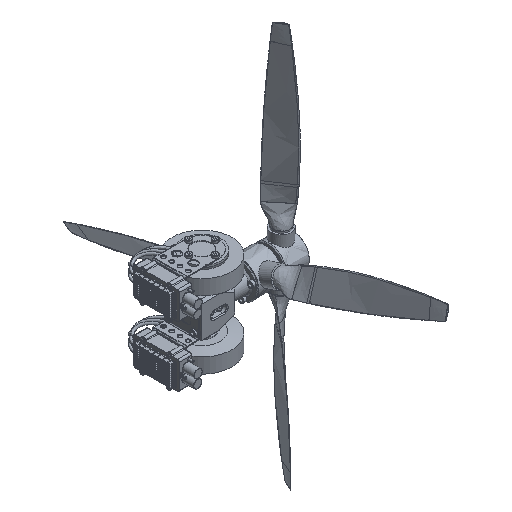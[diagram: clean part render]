
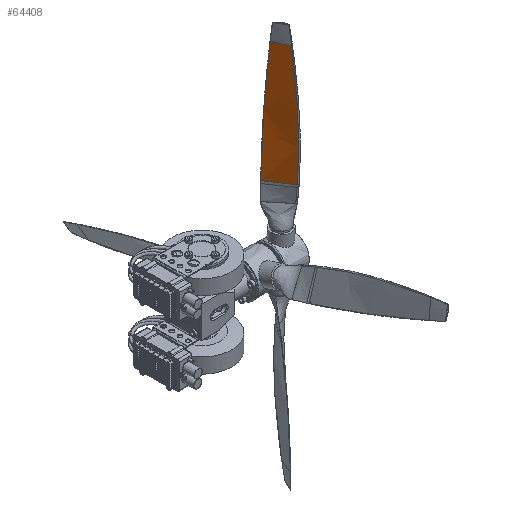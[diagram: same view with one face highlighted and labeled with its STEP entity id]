
A CAD part, isometric view. The second image highlights one B-rep face of the part: STEP entity #64408.
In plain terms, the highlighted free-form (B-spline) face has degree [3, 3] with [4, 4] control points.
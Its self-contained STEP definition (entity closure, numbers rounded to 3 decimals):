
#62613 = VERTEX_POINT('',#62614);
#62614 = CARTESIAN_POINT('',(78.873,10.207,
    182.851));
#62883 = VERTEX_POINT('',#62884);
#62884 = CARTESIAN_POINT('',(85.38,-5.062,
    183.065));
#62963 = EDGE_CURVE('',#62613,#62883,#62964,.T.);
#62964 = B_SPLINE_CURVE_WITH_KNOTS('',3,(#62965,#62966,#62967,#62968,
    #62969,#62970,#62971,#62972,#62973,#62974,#62975,#62976,#62977,
    #62978,#62979,#62980),.UNSPECIFIED.,.F.,.F.,(4,3,3,3,3,4),(
    -2.033,-1.426,-1.054,-0.627,
    -0.241,-0.039),.UNSPECIFIED.);
#62965 = CARTESIAN_POINT('',(78.873,10.207,
    182.851));
#62966 = CARTESIAN_POINT('',(79.537,8.659,
    182.937));
#62967 = CARTESIAN_POINT('',(80.202,7.109,
    183.004));
#62968 = CARTESIAN_POINT('',(80.865,5.559,
    183.051));
#62969 = CARTESIAN_POINT('',(81.271,4.61,
    183.08));
#62970 = CARTESIAN_POINT('',(81.676,3.661,
    183.101));
#62971 = CARTESIAN_POINT('',(82.081,2.712,
    183.115));
#62972 = CARTESIAN_POINT('',(82.545,1.623,
    183.131));
#62973 = CARTESIAN_POINT('',(83.009,0.534,
    183.138));
#62974 = CARTESIAN_POINT('',(83.472,-0.556,
    183.134));
#62975 = CARTESIAN_POINT('',(83.891,-1.542,
    183.131));
#62976 = CARTESIAN_POINT('',(84.309,-2.528,
    183.12));
#62977 = CARTESIAN_POINT('',(84.726,-3.515,
    183.101));
#62978 = CARTESIAN_POINT('',(84.944,-4.03,
    183.092));
#62979 = CARTESIAN_POINT('',(85.162,-4.546,
    183.079));
#62980 = CARTESIAN_POINT('',(85.38,-5.062,
    183.065));
#63102 = EDGE_CURVE('',#62883,#63103,#63105,.T.);
#63103 = VERTEX_POINT('',#63104);
#63104 = CARTESIAN_POINT('',(84.919,-11.167,
    65.342));
#63105 = B_SPLINE_CURVE_WITH_KNOTS('',3,(#63106,#63107,#63108,#63109,
    #63110,#63111,#63112,#63113,#63114,#63115),.UNSPECIFIED.,.F.,.F.,(4,
    3,3,4),(-10.994,-8.252,-5.507,
    -1.391),.UNSPECIFIED.);
#63106 = CARTESIAN_POINT('',(85.38,-5.062,
    183.065));
#63107 = CARTESIAN_POINT('',(85.251,-6.971,
    172.011));
#63108 = CARTESIAN_POINT('',(85.144,-8.496,
    160.876));
#63109 = CARTESIAN_POINT('',(85.071,-9.687,
    149.697));
#63110 = CARTESIAN_POINT('',(84.998,-10.879,
    138.506));
#63111 = CARTESIAN_POINT('',(84.961,-11.737,
    127.271));
#63112 = CARTESIAN_POINT('',(84.937,-12.172,
    116.011));
#63113 = CARTESIAN_POINT('',(84.903,-12.825,
    99.128));
#63114 = CARTESIAN_POINT('',(84.901,-12.526,
    82.189));
#63115 = CARTESIAN_POINT('',(84.919,-11.167,
    65.342));
#64408 = ADVANCED_FACE('',(#64409),#64437,.F.);
#64409 = FACE_BOUND('',#64410,.F.);
#64410 = EDGE_LOOP('',(#64411,#64412,#64423,#64436));
#64411 = ORIENTED_EDGE('',*,*,#63102,.T.);
#64412 = ORIENTED_EDGE('',*,*,#64413,.F.);
#64413 = EDGE_CURVE('',#64414,#63103,#64416,.T.);
#64414 = VERTEX_POINT('',#64415);
#64415 = CARTESIAN_POINT('',(69.772,10.446,
    65.872));
#64416 = B_SPLINE_CURVE_WITH_KNOTS('',3,(#64417,#64418,#64419,#64420,
    #64421,#64422),.UNSPECIFIED.,.F.,.F.,(4,2,4),(-2.172,
    -1.089,-0.015),.UNSPECIFIED.);
#64417 = CARTESIAN_POINT('',(69.772,10.446,
    65.872));
#64418 = CARTESIAN_POINT('',(72.308,6.828,
    65.783));
#64419 = CARTESIAN_POINT('',(74.843,3.21,
    65.694));
#64420 = CARTESIAN_POINT('',(79.893,-3.994,
    65.517));
#64421 = CARTESIAN_POINT('',(82.406,-7.581,
    65.429));
#64422 = CARTESIAN_POINT('',(84.919,-11.167,
    65.342));
#64423 = ORIENTED_EDGE('',*,*,#64424,.T.);
#64424 = EDGE_CURVE('',#64414,#62613,#64425,.T.);
#64425 = B_SPLINE_CURVE_WITH_KNOTS('',3,(#64426,#64427,#64428,#64429,
    #64430,#64431,#64432,#64433,#64434,#64435),.UNSPECIFIED.,.F.,.F.,(4,
    3,3,4),(2.013,6.151,8.91,11.668
    ),.UNSPECIFIED.);
#64426 = CARTESIAN_POINT('',(69.772,10.446,
    65.872));
#64427 = CARTESIAN_POINT('',(71.077,11.447,
    82.577));
#64428 = CARTESIAN_POINT('',(72.381,11.992,
    99.295));
#64429 = CARTESIAN_POINT('',(73.681,12.095,
    116.004));
#64430 = CARTESIAN_POINT('',(74.547,12.164,
    127.143));
#64431 = CARTESIAN_POINT('',(75.411,12.037,
    138.277));
#64432 = CARTESIAN_POINT('',(76.276,11.717,
    149.419));
#64433 = CARTESIAN_POINT('',(77.141,11.397,
    160.561));
#64434 = CARTESIAN_POINT('',(78.006,10.884,
    171.709));
#64435 = CARTESIAN_POINT('',(78.873,10.207,
    182.851));
#64436 = ORIENTED_EDGE('',*,*,#62963,.T.);
#64437 = B_SPLINE_SURFACE_WITH_KNOTS('',3,3,(
    (#64438,#64439,#64440,#64441)
    ,(#64442,#64443,#64444,#64445)
    ,(#64446,#64447,#64448,#64449)
    ,(#64450,#64451,#64452,#64453
    )),.UNSPECIFIED.,.F.,.F.,.F.,(4,4),(4,4),(0.019,
    0.938),(0.106,0.846),
  .PIECEWISE_BEZIER_KNOTS.);
#64438 = CARTESIAN_POINT('',(78.66,10.709,
    182.871));
#64439 = CARTESIAN_POINT('',(75.697,13.001,
    143.732));
#64440 = CARTESIAN_POINT('',(72.734,12.916,
    104.938));
#64441 = CARTESIAN_POINT('',(69.772,10.446,
    65.872));
#64442 = CARTESIAN_POINT('',(80.933,5.402,
    183.081));
#64443 = CARTESIAN_POINT('',(78.896,4.44,
    143.957));
#64444 = CARTESIAN_POINT('',(76.858,3.72,
    104.867));
#64445 = CARTESIAN_POINT('',(74.821,3.242,
    65.695));
#64446 = CARTESIAN_POINT('',(83.207,0.096,
    183.292));
#64447 = CARTESIAN_POINT('',(82.094,-4.12,
    144.183));
#64448 = CARTESIAN_POINT('',(80.982,-5.476,
    104.795));
#64449 = CARTESIAN_POINT('',(79.87,-3.963,
    65.518));
#64450 = CARTESIAN_POINT('',(85.48,-5.21,
    183.502));
#64451 = CARTESIAN_POINT('',(85.293,-12.681,
    144.409));
#64452 = CARTESIAN_POINT('',(85.106,-14.672,
    104.724));
#64453 = CARTESIAN_POINT('',(84.919,-11.167,
    65.342));
